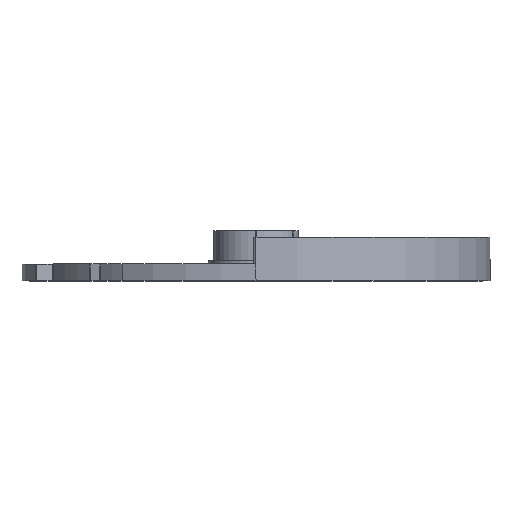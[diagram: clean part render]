
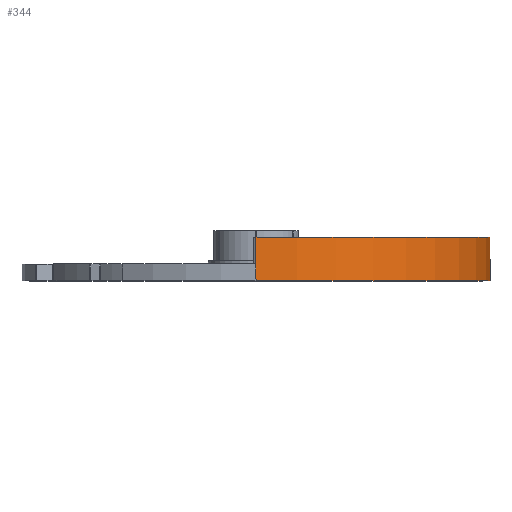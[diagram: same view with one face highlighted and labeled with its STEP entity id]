
A CAD part, top view. The second image highlights one B-rep face of the part: STEP entity #344.
In plain terms, the highlighted cylindrical face has radius 70 mm (diameter 140 mm), a partial arc.
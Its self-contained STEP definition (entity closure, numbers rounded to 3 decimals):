
#25 = CARTESIAN_POINT ( 'NONE',  ( 0., 0., -70. ) ) ;
#52 = VECTOR ( 'NONE', #3706, 1000. ) ;
#141 = CARTESIAN_POINT ( 'NONE',  ( 0., 5., 70. ) ) ;
#173 = LINE ( 'NONE', #1721, #3986 ) ;
#344 = ADVANCED_FACE ( 'NONE', ( #841 ), #1486, .T. ) ;
#352 = VERTEX_POINT ( 'NONE', #2127 ) ;
#379 = CIRCLE ( 'NONE', #2999, 70. ) ;
#532 = DIRECTION ( 'NONE',  ( 0., 0., -1. ) ) ;
#750 = DIRECTION ( 'NONE',  ( 0., 0., 1. ) ) ;
#755 = EDGE_CURVE ( 'NONE', #2364, #2056, #792, .T. ) ;
#792 = LINE ( 'NONE', #141, #2132 ) ;
#795 = AXIS2_PLACEMENT_3D ( 'NONE', #2849, #1530, #532 ) ;
#841 = FACE_OUTER_BOUND ( 'NONE', #3153, .T. ) ;
#1075 = CARTESIAN_POINT ( 'NONE',  ( 0., 13., 0. ) ) ;
#1076 = LINE ( 'NONE', #1765, #52 ) ;
#1092 = ORIENTED_EDGE ( 'NONE', *, *, #1767, .T. ) ;
#1139 = CARTESIAN_POINT ( 'NONE',  ( 0., 5., 70. ) ) ;
#1210 = CARTESIAN_POINT ( 'NONE',  ( 0., 0., 0. ) ) ;
#1227 = AXIS2_PLACEMENT_3D ( 'NONE', #1075, #2387, #750 ) ;
#1353 = ORIENTED_EDGE ( 'NONE', *, *, #1545, .F. ) ;
#1431 = VERTEX_POINT ( 'NONE', #25 ) ;
#1437 = ORIENTED_EDGE ( 'NONE', *, *, #3221, .T. ) ;
#1438 = CARTESIAN_POINT ( 'NONE',  ( 0., 13., -70. ) ) ;
#1486 = CYLINDRICAL_SURFACE ( 'NONE', #795, 70. ) ;
#1530 = DIRECTION ( 'NONE',  ( 0., -1., 0. ) ) ;
#1545 = EDGE_CURVE ( 'NONE', #2007, #2463, #1076, .T. ) ;
#1641 = CARTESIAN_POINT ( 'NONE',  ( 0., 5., -70. ) ) ;
#1721 = CARTESIAN_POINT ( 'NONE',  ( 0., 13., 70. ) ) ;
#1765 = CARTESIAN_POINT ( 'NONE',  ( 0., 13., -70. ) ) ;
#1767 = EDGE_CURVE ( 'NONE', #2056, #1431, #379, .T. ) ;
#2007 = VERTEX_POINT ( 'NONE', #1438 ) ;
#2056 = VERTEX_POINT ( 'NONE', #2383 ) ;
#2093 = ORIENTED_EDGE ( 'NONE', *, *, #3325, .F. ) ;
#2127 = CARTESIAN_POINT ( 'NONE',  ( 0., 13., 70. ) ) ;
#2132 = VECTOR ( 'NONE', #3122, 1000. ) ;
#2251 = DIRECTION ( 'NONE',  ( 0., -1., 0. ) ) ;
#2364 = VERTEX_POINT ( 'NONE', #1139 ) ;
#2383 = CARTESIAN_POINT ( 'NONE',  ( 0., 0., 70. ) ) ;
#2387 = DIRECTION ( 'NONE',  ( 0., 1., 0. ) ) ;
#2463 = VERTEX_POINT ( 'NONE', #3400 ) ;
#2849 = CARTESIAN_POINT ( 'NONE',  ( 0., 5., 0. ) ) ;
#2868 = DIRECTION ( 'NONE',  ( 0., 1., 0. ) ) ;
#2999 = AXIS2_PLACEMENT_3D ( 'NONE', #1210, #2868, #4184 ) ;
#3095 = CIRCLE ( 'NONE', #1227, 70. ) ;
#3122 = DIRECTION ( 'NONE',  ( 0., -1., 0. ) ) ;
#3153 = EDGE_LOOP ( 'NONE', ( #1437, #3344, #1092, #3499, #1353, #2093 ) ) ;
#3221 = EDGE_CURVE ( 'NONE', #352, #2364, #173, .T. ) ;
#3313 = VECTOR ( 'NONE', #2251, 1000. ) ;
#3325 = EDGE_CURVE ( 'NONE', #352, #2007, #3095, .T. ) ;
#3344 = ORIENTED_EDGE ( 'NONE', *, *, #755, .T. ) ;
#3388 = DIRECTION ( 'NONE',  ( 0., -1., 0. ) ) ;
#3400 = CARTESIAN_POINT ( 'NONE',  ( 0., 8., -70. ) ) ;
#3499 = ORIENTED_EDGE ( 'NONE', *, *, #3799, .F. ) ;
#3706 = DIRECTION ( 'NONE',  ( 0., -1., 0. ) ) ;
#3799 = EDGE_CURVE ( 'NONE', #2463, #1431, #3881, .T. ) ;
#3881 = LINE ( 'NONE', #1641, #3313 ) ;
#3986 = VECTOR ( 'NONE', #3388, 1000. ) ;
#4184 = DIRECTION ( 'NONE',  ( 0., 0., 1. ) ) ;
